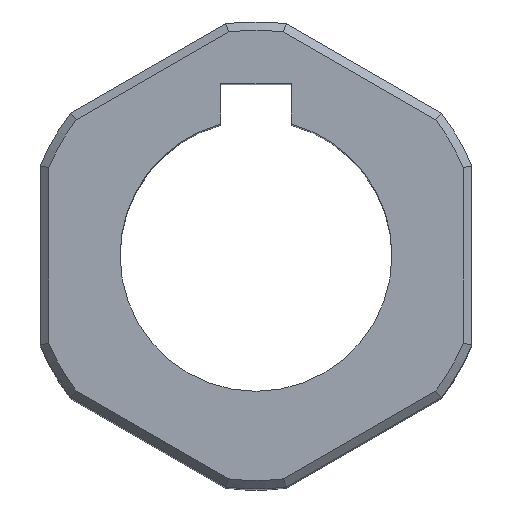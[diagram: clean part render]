
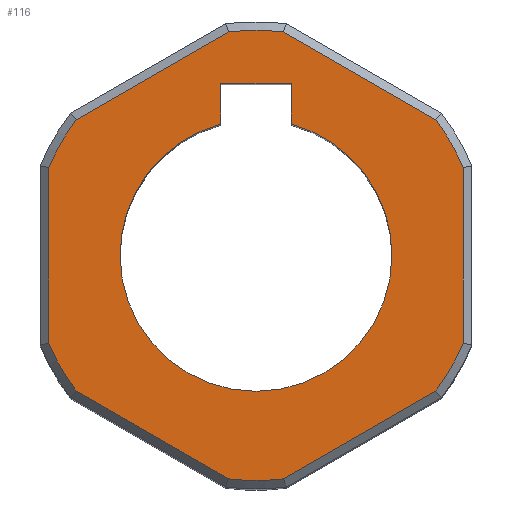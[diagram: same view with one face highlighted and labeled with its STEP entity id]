
A CAD part, top view. The second image highlights one B-rep face of the part: STEP entity #116.
In plain terms, the highlighted planar face has unit normal (0, 0, 1).
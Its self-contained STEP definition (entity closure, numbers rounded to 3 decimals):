
#39 = CIRCLE ( 'NONE', #422, 4. ) ;
#60 = DIRECTION ( 'NONE',  ( 1., 0., 0. ) ) ;
#73 = DIRECTION ( 'NONE',  ( 0., 0., 1. ) ) ;
#75 = VECTOR ( 'NONE', #674, 1000. ) ;
#86 = DIRECTION ( 'NONE',  ( 1., 0., 0. ) ) ;
#91 = LINE ( 'NONE', #499, #1198 ) ;
#95 = VERTEX_POINT ( 'NONE', #208 ) ;
#97 = CARTESIAN_POINT ( 'NONE',  ( 5.288, 3.99, 20. ) ) ;
#108 = EDGE_CURVE ( 'NONE', #885, #709, #39, .T. ) ;
#116 = ADVANCED_FACE ( 'NONE', ( #588, #367 ), #1195, .T. ) ;
#120 = DIRECTION ( 'NONE',  ( 1., 0., 0. ) ) ;
#138 = EDGE_CURVE ( 'NONE', #365, #1017, #569, .T. ) ;
#143 = CARTESIAN_POINT ( 'NONE',  ( -5.288, -3.99, 20. ) ) ;
#150 = CARTESIAN_POINT ( 'NONE',  ( -0.812, 6.575, 20. ) ) ;
#154 = DIRECTION ( 'NONE',  ( 1., 0., 0. ) ) ;
#175 = ORIENTED_EDGE ( 'NONE', *, *, #272, .T. ) ;
#177 = CARTESIAN_POINT ( 'NONE',  ( 0., 0., 20. ) ) ;
#179 = CARTESIAN_POINT ( 'NONE',  ( -5.288, 3.99, 20. ) ) ;
#180 = CIRCLE ( 'NONE', #347, 6.625 ) ;
#193 = CARTESIAN_POINT ( 'NONE',  ( -6.1, -2.585, 20. ) ) ;
#195 = CIRCLE ( 'NONE', #1004, 6.625 ) ;
#196 = AXIS2_PLACEMENT_3D ( 'NONE', #216, #631, #120 ) ;
#198 = AXIS2_PLACEMENT_3D ( 'NONE', #1297, #864, #1083 ) ;
#199 = DIRECTION ( 'NONE',  ( 0., 1., 0. ) ) ;
#202 = AXIS2_PLACEMENT_3D ( 'NONE', #565, #73, #795 ) ;
#205 = CARTESIAN_POINT ( 'NONE',  ( 6.1, 2.635, 20. ) ) ;
#208 = CARTESIAN_POINT ( 'NONE',  ( -6.1, 2.585, 20. ) ) ;
#215 = EDGE_CURVE ( 'NONE', #1034, #482, #1309, .T. ) ;
#216 = CARTESIAN_POINT ( 'NONE',  ( 0., 0., 20. ) ) ;
#217 = CIRCLE ( 'NONE', #393, 6.625 ) ;
#222 = DIRECTION ( 'NONE',  ( 0., 0., 1. ) ) ;
#257 = ORIENTED_EDGE ( 'NONE', *, *, #635, .F. ) ;
#258 = EDGE_CURVE ( 'NONE', #709, #890, #359, .T. ) ;
#266 = CIRCLE ( 'NONE', #196, 4. ) ;
#272 = EDGE_CURVE ( 'NONE', #867, #1088, #195, .T. ) ;
#277 = EDGE_CURVE ( 'NONE', #767, #915, #960, .T. ) ;
#284 = CARTESIAN_POINT ( 'NONE',  ( -0.768, -6.6, 20. ) ) ;
#285 = ORIENTED_EDGE ( 'NONE', *, *, #743, .T. ) ;
#300 = LINE ( 'NONE', #205, #961 ) ;
#304 = VECTOR ( 'NONE', #675, 1000. ) ;
#318 = CARTESIAN_POINT ( 'NONE',  ( 4., 0., 20. ) ) ;
#324 = VECTOR ( 'NONE', #969, 1000. ) ;
#326 = CARTESIAN_POINT ( 'NONE',  ( -1.032, 5.05, 20. ) ) ;
#331 = ORIENTED_EDGE ( 'NONE', *, *, #702, .F. ) ;
#336 = ORIENTED_EDGE ( 'NONE', *, *, #1139, .T. ) ;
#339 = EDGE_CURVE ( 'NONE', #495, #365, #472, .T. ) ;
#347 = AXIS2_PLACEMENT_3D ( 'NONE', #784, #1072, #465 ) ;
#352 = ORIENTED_EDGE ( 'NONE', *, *, #258, .F. ) ;
#353 = LINE ( 'NONE', #455, #371 ) ;
#359 = LINE ( 'NONE', #587, #590 ) ;
#361 = LINE ( 'NONE', #1096, #697 ) ;
#365 = VERTEX_POINT ( 'NONE', #1308 ) ;
#367 = FACE_BOUND ( 'NONE', #399, .T. ) ;
#369 = ORIENTED_EDGE ( 'NONE', *, *, #1270, .T. ) ;
#370 = AXIS2_PLACEMENT_3D ( 'NONE', #177, #1322, #60 ) ;
#371 = VECTOR ( 'NONE', #1268, 1000. ) ;
#380 = ORIENTED_EDGE ( 'NONE', *, *, #215, .T. ) ;
#393 = AXIS2_PLACEMENT_3D ( 'NONE', #535, #956, #517 ) ;
#399 = EDGE_LOOP ( 'NONE', ( #331, #257, #352, #677, #668, #982 ) ) ;
#422 = AXIS2_PLACEMENT_3D ( 'NONE', #732, #222, #154 ) ;
#445 = CARTESIAN_POINT ( 'NONE',  ( 0.812, -6.575, 20. ) ) ;
#455 = CARTESIAN_POINT ( 'NONE',  ( -1.032, 5.05, 20. ) ) ;
#465 = DIRECTION ( 'NONE',  ( 1., 0., 0. ) ) ;
#469 = VERTEX_POINT ( 'NONE', #616 ) ;
#472 = LINE ( 'NONE', #1315, #75 ) ;
#482 = VERTEX_POINT ( 'NONE', #921 ) ;
#495 = VERTEX_POINT ( 'NONE', #97 ) ;
#499 = CARTESIAN_POINT ( 'NONE',  ( -5.332, 3.965, 20. ) ) ;
#517 = DIRECTION ( 'NONE',  ( 1., 0., 0. ) ) ;
#535 = CARTESIAN_POINT ( 'NONE',  ( 0., 0., 20. ) ) ;
#560 = EDGE_CURVE ( 'NONE', #915, #885, #266, .T. ) ;
#565 = CARTESIAN_POINT ( 'NONE',  ( 0., 0., 20. ) ) ;
#569 = CIRCLE ( 'NONE', #740, 6.625 ) ;
#576 = ORIENTED_EDGE ( 'NONE', *, *, #894, .T. ) ;
#584 = CARTESIAN_POINT ( 'NONE',  ( -0.812, -6.575, 20. ) ) ;
#587 = CARTESIAN_POINT ( 'NONE',  ( 1.032, 5.05, 20. ) ) ;
#588 = FACE_OUTER_BOUND ( 'NONE', #598, .T. ) ;
#590 = VECTOR ( 'NONE', #908, 1000. ) ;
#594 = DIRECTION ( 'NONE',  ( -0.866, -0.5, 0. ) ) ;
#598 = EDGE_LOOP ( 'NONE', ( #380, #819, #907, #576, #1302, #967, #1008, #336, #369, #175, #285, #955 ) ) ;
#616 = CARTESIAN_POINT ( 'NONE',  ( -1.032, 5.05, 20. ) ) ;
#631 = DIRECTION ( 'NONE',  ( 0., 0., 1. ) ) ;
#635 = EDGE_CURVE ( 'NONE', #890, #469, #745, .T. ) ;
#668 = ORIENTED_EDGE ( 'NONE', *, *, #560, .F. ) ;
#674 = DIRECTION ( 'NONE',  ( -0.866, 0.5, 0. ) ) ;
#675 = DIRECTION ( 'NONE',  ( 0.866, 0.5, 0. ) ) ;
#677 = ORIENTED_EDGE ( 'NONE', *, *, #108, .F. ) ;
#689 = DIRECTION ( 'NONE',  ( 1., 0., 0. ) ) ;
#692 = VERTEX_POINT ( 'NONE', #860 ) ;
#697 = VECTOR ( 'NONE', #770, 1000. ) ;
#702 = EDGE_CURVE ( 'NONE', #469, #767, #353, .T. ) ;
#709 = VERTEX_POINT ( 'NONE', #873 ) ;
#728 = CARTESIAN_POINT ( 'NONE',  ( 1.032, 5.05, 20. ) ) ;
#732 = CARTESIAN_POINT ( 'NONE',  ( 0., 0., 20. ) ) ;
#740 = AXIS2_PLACEMENT_3D ( 'NONE', #1208, #1010, #689 ) ;
#743 = EDGE_CURVE ( 'NONE', #1088, #1178, #920, .T. ) ;
#745 = LINE ( 'NONE', #326, #324 ) ;
#767 = VERTEX_POINT ( 'NONE', #1142 ) ;
#770 = DIRECTION ( 'NONE',  ( 0., -1., 0. ) ) ;
#784 = CARTESIAN_POINT ( 'NONE',  ( 0., 0., 20. ) ) ;
#795 = DIRECTION ( 'NONE',  ( 1., 0., 0. ) ) ;
#800 = CARTESIAN_POINT ( 'NONE',  ( 0., 0., 20. ) ) ;
#819 = ORIENTED_EDGE ( 'NONE', *, *, #1118, .T. ) ;
#834 = EDGE_CURVE ( 'NONE', #1017, #1290, #91, .T. ) ;
#842 = EDGE_CURVE ( 'NONE', #692, #952, #300, .T. ) ;
#860 = CARTESIAN_POINT ( 'NONE',  ( 6.1, -2.585, 20. ) ) ;
#864 = DIRECTION ( 'NONE',  ( 0., 0., 1. ) ) ;
#867 = VERTEX_POINT ( 'NONE', #193 ) ;
#873 = CARTESIAN_POINT ( 'NONE',  ( 1.032, 3.864, 20. ) ) ;
#882 = DIRECTION ( 'NONE',  ( 0., 0., 1. ) ) ;
#885 = VERTEX_POINT ( 'NONE', #318 ) ;
#890 = VERTEX_POINT ( 'NONE', #728 ) ;
#894 = EDGE_CURVE ( 'NONE', #952, #495, #217, .T. ) ;
#898 = AXIS2_PLACEMENT_3D ( 'NONE', #942, #1168, #1258 ) ;
#904 = EDGE_CURVE ( 'NONE', #1178, #1034, #1238, .T. ) ;
#907 = ORIENTED_EDGE ( 'NONE', *, *, #842, .T. ) ;
#908 = DIRECTION ( 'NONE',  ( 0., 1., 0. ) ) ;
#915 = VERTEX_POINT ( 'NONE', #1054 ) ;
#920 = LINE ( 'NONE', #284, #1277 ) ;
#921 = CARTESIAN_POINT ( 'NONE',  ( 5.288, -3.99, 20. ) ) ;
#942 = CARTESIAN_POINT ( 'NONE',  ( 0., 0., 20. ) ) ;
#952 = VERTEX_POINT ( 'NONE', #1266 ) ;
#955 = ORIENTED_EDGE ( 'NONE', *, *, #904, .T. ) ;
#956 = DIRECTION ( 'NONE',  ( 0., 0., 1. ) ) ;
#960 = CIRCLE ( 'NONE', #370, 4. ) ;
#961 = VECTOR ( 'NONE', #199, 1000. ) ;
#967 = ORIENTED_EDGE ( 'NONE', *, *, #138, .T. ) ;
#969 = DIRECTION ( 'NONE',  ( -1., 0., 0. ) ) ;
#982 = ORIENTED_EDGE ( 'NONE', *, *, #277, .F. ) ;
#1004 = AXIS2_PLACEMENT_3D ( 'NONE', #800, #882, #86 ) ;
#1008 = ORIENTED_EDGE ( 'NONE', *, *, #834, .T. ) ;
#1010 = DIRECTION ( 'NONE',  ( 0., 0., 1. ) ) ;
#1017 = VERTEX_POINT ( 'NONE', #150 ) ;
#1034 = VERTEX_POINT ( 'NONE', #445 ) ;
#1054 = CARTESIAN_POINT ( 'NONE',  ( -4., 0., 20. ) ) ;
#1072 = DIRECTION ( 'NONE',  ( 0., 0., 1. ) ) ;
#1083 = DIRECTION ( 'NONE',  ( 1., 0., 0. ) ) ;
#1088 = VERTEX_POINT ( 'NONE', #143 ) ;
#1096 = CARTESIAN_POINT ( 'NONE',  ( -6.1, -2.635, 20. ) ) ;
#1118 = EDGE_CURVE ( 'NONE', #482, #692, #1218, .T. ) ;
#1139 = EDGE_CURVE ( 'NONE', #1290, #95, #180, .T. ) ;
#1142 = CARTESIAN_POINT ( 'NONE',  ( -1.032, 3.864, 20. ) ) ;
#1168 = DIRECTION ( 'NONE',  ( 0., 0., 1. ) ) ;
#1178 = VERTEX_POINT ( 'NONE', #584 ) ;
#1195 = PLANE ( 'NONE',  #202 ) ;
#1198 = VECTOR ( 'NONE', #594, 1000. ) ;
#1208 = CARTESIAN_POINT ( 'NONE',  ( 0., 0., 20. ) ) ;
#1218 = CIRCLE ( 'NONE', #198, 6.625 ) ;
#1233 = DIRECTION ( 'NONE',  ( 0.866, -0.5, 0. ) ) ;
#1238 = CIRCLE ( 'NONE', #898, 6.625 ) ;
#1258 = DIRECTION ( 'NONE',  ( 1., 0., 0. ) ) ;
#1266 = CARTESIAN_POINT ( 'NONE',  ( 6.1, 2.585, 20. ) ) ;
#1268 = DIRECTION ( 'NONE',  ( 0., -1., 0. ) ) ;
#1270 = EDGE_CURVE ( 'NONE', #95, #867, #361, .T. ) ;
#1277 = VECTOR ( 'NONE', #1233, 1000. ) ;
#1290 = VERTEX_POINT ( 'NONE', #179 ) ;
#1293 = CARTESIAN_POINT ( 'NONE',  ( 5.332, -3.965, 20. ) ) ;
#1297 = CARTESIAN_POINT ( 'NONE',  ( 0., 0., 20. ) ) ;
#1302 = ORIENTED_EDGE ( 'NONE', *, *, #339, .T. ) ;
#1308 = CARTESIAN_POINT ( 'NONE',  ( 0.812, 6.575, 20. ) ) ;
#1309 = LINE ( 'NONE', #1293, #304 ) ;
#1315 = CARTESIAN_POINT ( 'NONE',  ( 0.768, 6.6, 20. ) ) ;
#1322 = DIRECTION ( 'NONE',  ( 0., 0., 1. ) ) ;
